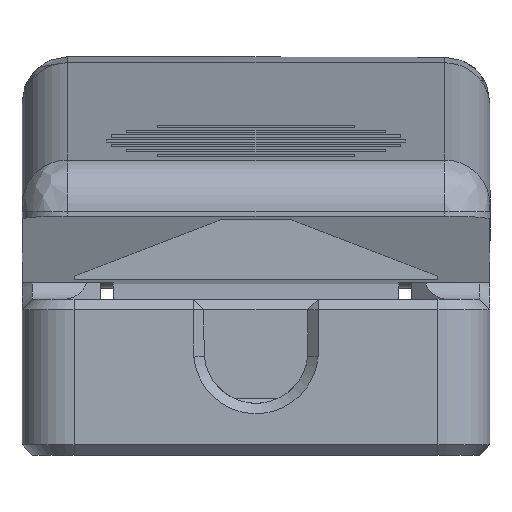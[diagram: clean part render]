
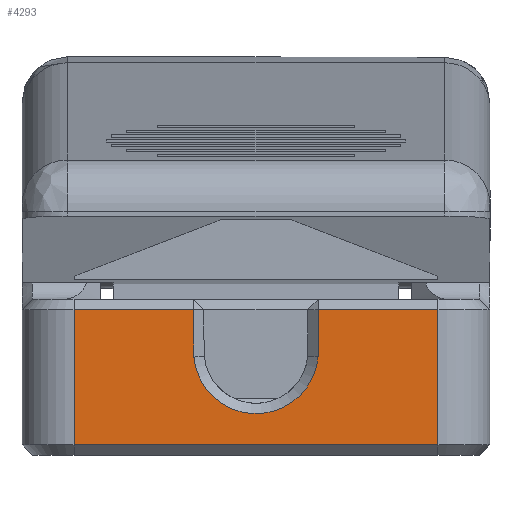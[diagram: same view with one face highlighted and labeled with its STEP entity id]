
A CAD part, front view. The second image highlights one B-rep face of the part: STEP entity #4293.
In plain terms, the highlighted planar face has unit normal (0, -1, 0).
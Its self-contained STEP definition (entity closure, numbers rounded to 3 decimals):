
#255=PLANE('',#4590);
#444=FACE_OUTER_BOUND('',#694,.T.);
#694=EDGE_LOOP('',(#3302,#3303,#3304,#3305,#3306,#3307,#3308,#3309));
#906=CIRCLE('',#4591,2.4);
#1117=LINE('',#6873,#1569);
#1141=LINE('',#6945,#1593);
#1142=LINE('',#6949,#1594);
#1143=LINE('',#6951,#1595);
#1144=LINE('',#6953,#1596);
#1145=LINE('',#6957,#1597);
#1146=LINE('',#6958,#1598);
#1569=VECTOR('',#5073,10.);
#1593=VECTOR('',#5143,10.);
#1594=VECTOR('',#5148,10.);
#1595=VECTOR('',#5149,10.);
#1596=VECTOR('',#5150,10.);
#1597=VECTOR('',#5153,10.);
#1598=VECTOR('',#5154,10.);
#2023=VERTEX_POINT('',#6870);
#2024=VERTEX_POINT('',#6872);
#2049=VERTEX_POINT('',#6944);
#2050=VERTEX_POINT('',#6948);
#2051=VERTEX_POINT('',#6950);
#2052=VERTEX_POINT('',#6952);
#2053=VERTEX_POINT('',#6954);
#2054=VERTEX_POINT('',#6956);
#2489=EDGE_CURVE('',#2023,#2024,#1117,.T.);
#2526=EDGE_CURVE('',#2024,#2049,#1141,.T.);
#2528=EDGE_CURVE('',#2050,#2023,#1142,.T.);
#2529=EDGE_CURVE('',#2051,#2050,#1143,.T.);
#2530=EDGE_CURVE('',#2052,#2051,#1144,.T.);
#2531=EDGE_CURVE('',#2053,#2052,#906,.T.);
#2532=EDGE_CURVE('',#2054,#2053,#1145,.T.);
#2533=EDGE_CURVE('',#2049,#2054,#1146,.T.);
#3302=ORIENTED_EDGE('',*,*,#2489,.F.);
#3303=ORIENTED_EDGE('',*,*,#2528,.F.);
#3304=ORIENTED_EDGE('',*,*,#2529,.F.);
#3305=ORIENTED_EDGE('',*,*,#2530,.F.);
#3306=ORIENTED_EDGE('',*,*,#2531,.F.);
#3307=ORIENTED_EDGE('',*,*,#2532,.F.);
#3308=ORIENTED_EDGE('',*,*,#2533,.F.);
#3309=ORIENTED_EDGE('',*,*,#2526,.F.);
#4293=ADVANCED_FACE('',(#444),#255,.T.);
#4590=AXIS2_PLACEMENT_3D('',#6947,#5146,#5147);
#4591=AXIS2_PLACEMENT_3D('',#6955,#5151,#5152);
#5073=DIRECTION('',(-1.,0.,0.));
#5143=DIRECTION('',(0.,0.,1.));
#5146=DIRECTION('center_axis',(0.,-1.,0.));
#5147=DIRECTION('ref_axis',(1.,0.,0.));
#5148=DIRECTION('',(0.,0.,-1.));
#5149=DIRECTION('',(1.,0.,0.));
#5150=DIRECTION('',(0.,0.,1.));
#5151=DIRECTION('center_axis',(0.,-1.,0.));
#5152=DIRECTION('ref_axis',(0.997,0.,-0.073));
#5153=DIRECTION('',(0.013,0.,-1.));
#5154=DIRECTION('',(1.,0.,0.));
#6870=CARTESIAN_POINT('',(7.,0.,0.4));
#6872=CARTESIAN_POINT('',(-7.,0.,0.4));
#6873=CARTESIAN_POINT('',(-4.5,0.,0.4));
#6944=CARTESIAN_POINT('',(-7.,0.,5.6));
#6945=CARTESIAN_POINT('',(-7.,0.,0.));
#6947=CARTESIAN_POINT('Origin',(-9.,0.,0.));
#6948=CARTESIAN_POINT('',(7.,0.,5.6));
#6949=CARTESIAN_POINT('',(7.,0.,0.));
#6950=CARTESIAN_POINT('',(2.39,0.,5.6));
#6951=CARTESIAN_POINT('',(-4.5,0.,5.6));
#6952=CARTESIAN_POINT('',(2.39,0.,3.792));
#6953=CARTESIAN_POINT('',(2.39,0.,3.));
#6954=CARTESIAN_POINT('',(-2.391,0.,3.778));
#6955=CARTESIAN_POINT('Origin',(-0.001,0.,4.));
#6956=CARTESIAN_POINT('',(-2.416,0.,5.6));
#6957=CARTESIAN_POINT('',(-2.366,0.,1.942));
#6958=CARTESIAN_POINT('',(-4.5,0.,5.6));
